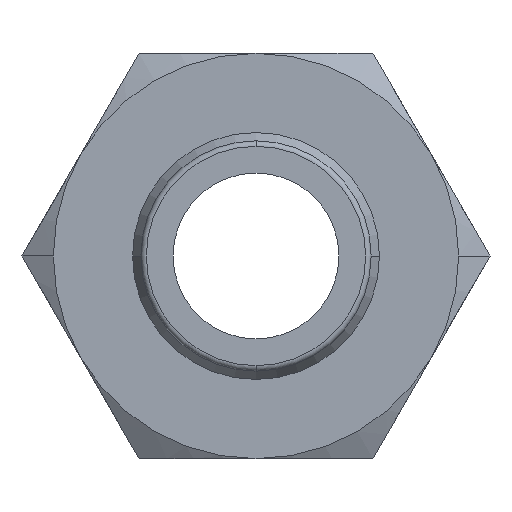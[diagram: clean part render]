
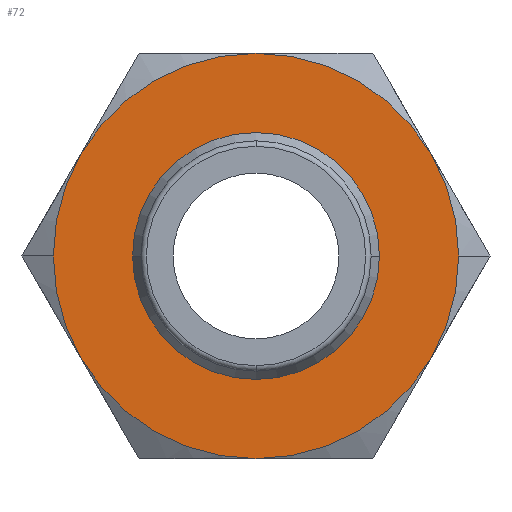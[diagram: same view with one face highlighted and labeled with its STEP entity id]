
A CAD part, front view. The second image highlights one B-rep face of the part: STEP entity #72.
In plain terms, the highlighted planar face has unit normal (0, -1, 0).
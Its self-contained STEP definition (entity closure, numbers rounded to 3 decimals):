
#72=ADVANCED_FACE('',(#179,#180),#181,.T.);
#179=FACE_OUTER_BOUND('',#322,.T.);
#180=FACE_BOUND('',#323,.T.);
#181=PLANE('',#324);
#322=EDGE_LOOP('',(#469,#470,#471,#472,#473,#474,#475,#476));
#323=EDGE_LOOP('',(#477,#478));
#324=AXIS2_PLACEMENT_3D('',#479,#480,#481);
#469=ORIENTED_EDGE('',*,*,#827,.T.);
#470=ORIENTED_EDGE('',*,*,#828,.T.);
#471=ORIENTED_EDGE('',*,*,#829,.T.);
#472=ORIENTED_EDGE('',*,*,#830,.T.);
#473=ORIENTED_EDGE('',*,*,#831,.T.);
#474=ORIENTED_EDGE('',*,*,#832,.T.);
#475=ORIENTED_EDGE('',*,*,#833,.T.);
#476=ORIENTED_EDGE('',*,*,#834,.T.);
#477=ORIENTED_EDGE('',*,*,#835,.F.);
#478=ORIENTED_EDGE('',*,*,#836,.F.);
#479=CARTESIAN_POINT('',(-5.5,14.0,0.0));
#480=DIRECTION('',(0.,-1.0,0.0));
#481=DIRECTION('',(-1.0,0.,0.0));
#827=EDGE_CURVE('',#970,#971,#972,.T.);
#828=EDGE_CURVE('',#971,#973,#974,.T.);
#829=EDGE_CURVE('',#973,#975,#976,.T.);
#830=EDGE_CURVE('',#975,#977,#978,.T.);
#831=EDGE_CURVE('',#977,#979,#980,.T.);
#832=EDGE_CURVE('',#979,#981,#982,.T.);
#833=EDGE_CURVE('',#981,#983,#984,.T.);
#834=EDGE_CURVE('',#983,#970,#985,.T.);
#835=EDGE_CURVE('',#986,#987,#988,.T.);
#836=EDGE_CURVE('',#987,#986,#989,.T.);
#970=VERTEX_POINT('',#1166);
#971=VERTEX_POINT('',#1167);
#972=CIRCLE('',#1168,11.0);
#973=VERTEX_POINT('',#1169);
#974=CIRCLE('',#1170,11.0);
#975=VERTEX_POINT('',#1171);
#976=CIRCLE('',#1172,11.0);
#977=VERTEX_POINT('',#1173);
#978=CIRCLE('',#1174,11.0);
#979=VERTEX_POINT('',#1175);
#980=CIRCLE('',#1176,11.0);
#981=VERTEX_POINT('',#1177);
#982=CIRCLE('',#1178,11.0);
#983=VERTEX_POINT('',#1179);
#984=CIRCLE('',#1180,11.0);
#985=CIRCLE('',#1181,11.0);
#986=VERTEX_POINT('',#1182);
#987=VERTEX_POINT('',#1183);
#988=CIRCLE('',#1184,6.7);
#989=CIRCLE('',#1185,6.7);
#1166=CARTESIAN_POINT('',(-9.526,14.0,5.5));
#1167=CARTESIAN_POINT('',(-11.0,14.0,0.));
#1168=AXIS2_PLACEMENT_3D('',#1529,#1530,#1531);
#1169=CARTESIAN_POINT('',(-9.526,14.0,-5.5));
#1170=AXIS2_PLACEMENT_3D('',#1532,#1533,#1534);
#1171=CARTESIAN_POINT('',(0.,14.0,-11.0));
#1172=AXIS2_PLACEMENT_3D('',#1535,#1536,#1537);
#1173=CARTESIAN_POINT('',(9.526,14.0,-5.5));
#1174=AXIS2_PLACEMENT_3D('',#1538,#1539,#1540);
#1175=CARTESIAN_POINT('',(11.0,14.0,0.));
#1176=AXIS2_PLACEMENT_3D('',#1541,#1542,#1543);
#1177=CARTESIAN_POINT('',(9.526,14.0,5.5));
#1178=AXIS2_PLACEMENT_3D('',#1544,#1545,#1546);
#1179=CARTESIAN_POINT('',(0.,14.0,11.0));
#1180=AXIS2_PLACEMENT_3D('',#1547,#1548,#1549);
#1181=AXIS2_PLACEMENT_3D('',#1550,#1551,#1552);
#1182=CARTESIAN_POINT('',(-6.7,14.0,0.));
#1183=CARTESIAN_POINT('',(6.7,14.0,0.));
#1184=AXIS2_PLACEMENT_3D('',#1553,#1554,#1555);
#1185=AXIS2_PLACEMENT_3D('',#1556,#1557,#1558);
#1529=CARTESIAN_POINT('',(0.,14.0,0.0));
#1530=DIRECTION('',(0.,-1.0,0.0));
#1531=DIRECTION('',(-1.0,0.,0.0));
#1532=CARTESIAN_POINT('',(0.,14.0,0.0));
#1533=DIRECTION('',(0.,-1.0,0.0));
#1534=DIRECTION('',(-1.0,0.,0.0));
#1535=CARTESIAN_POINT('',(0.,14.0,0.0));
#1536=DIRECTION('',(0.,-1.0,0.0));
#1537=DIRECTION('',(-1.0,0.,0.0));
#1538=CARTESIAN_POINT('',(0.,14.0,0.0));
#1539=DIRECTION('',(0.,-1.0,0.0));
#1540=DIRECTION('',(-1.0,0.,0.0));
#1541=CARTESIAN_POINT('',(0.,14.0,0.0));
#1542=DIRECTION('',(0.,-1.0,0.0));
#1543=DIRECTION('',(-1.0,0.,0.0));
#1544=CARTESIAN_POINT('',(0.,14.0,0.0));
#1545=DIRECTION('',(0.,-1.0,0.0));
#1546=DIRECTION('',(-1.0,0.,0.0));
#1547=CARTESIAN_POINT('',(0.,14.0,0.0));
#1548=DIRECTION('',(0.,-1.0,0.0));
#1549=DIRECTION('',(-1.0,0.,0.0));
#1550=CARTESIAN_POINT('',(0.,14.0,0.0));
#1551=DIRECTION('',(0.,-1.0,0.0));
#1552=DIRECTION('',(-1.0,0.,0.0));
#1553=CARTESIAN_POINT('',(0.0,14.0,0.0));
#1554=DIRECTION('',(0.,-1.0,0.0));
#1555=DIRECTION('',(1.0,0.,0.0));
#1556=CARTESIAN_POINT('',(0.0,14.0,0.0));
#1557=DIRECTION('',(0.,-1.0,0.0));
#1558=DIRECTION('',(1.0,0.,0.0));
